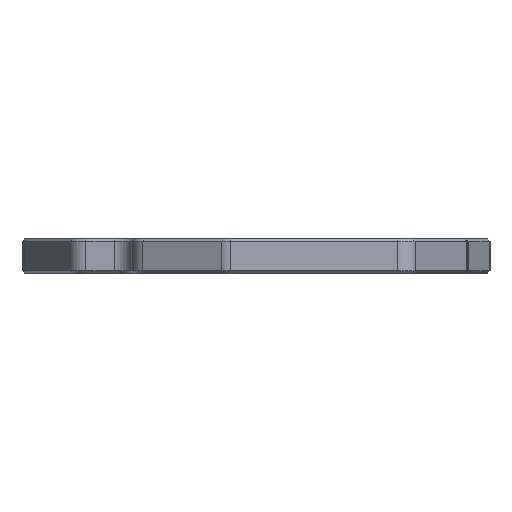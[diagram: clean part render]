
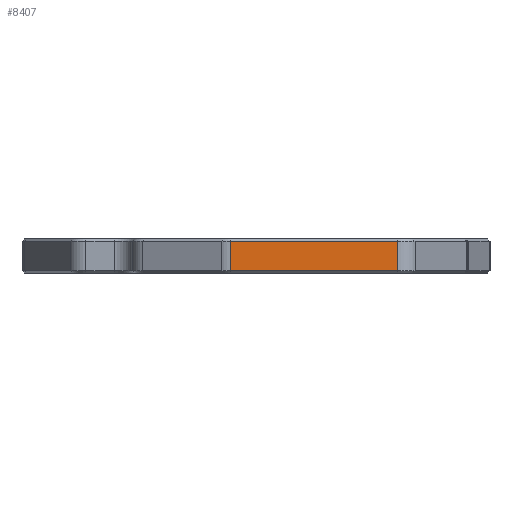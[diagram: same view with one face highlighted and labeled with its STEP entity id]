
A CAD part, left-side view. The second image highlights one B-rep face of the part: STEP entity #8407.
In plain terms, the highlighted planar face has unit normal (-1, 0, 0).
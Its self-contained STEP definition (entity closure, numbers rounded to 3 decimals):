
#243=PLANE('',#9039);
#733=FACE_OUTER_BOUND('',#1206,.T.);
#1206=EDGE_LOOP('',(#7113,#7114,#7115,#7116));
#1942=LINE('',#12979,#2956);
#2007=LINE('',#13169,#3021);
#2008=LINE('',#13172,#3022);
#2009=LINE('',#13173,#3023);
#2956=VECTOR('',#10597,10.);
#3021=VECTOR('',#10794,10.);
#3022=VECTOR('',#10797,10.);
#3023=VECTOR('',#10798,10.);
#4062=VERTEX_POINT('',#12972);
#4063=VERTEX_POINT('',#12976);
#4123=VERTEX_POINT('',#13167);
#4124=VERTEX_POINT('',#13171);
#5088=EDGE_CURVE('',#4062,#4063,#1942,.T.);
#5184=EDGE_CURVE('',#4063,#4123,#2007,.T.);
#5185=EDGE_CURVE('',#4123,#4124,#2008,.T.);
#5186=EDGE_CURVE('',#4124,#4062,#2009,.T.);
#7113=ORIENTED_EDGE('',*,*,#5088,.T.);
#7114=ORIENTED_EDGE('',*,*,#5184,.T.);
#7115=ORIENTED_EDGE('',*,*,#5185,.T.);
#7116=ORIENTED_EDGE('',*,*,#5186,.T.);
#8407=ADVANCED_FACE('',(#733),#243,.F.);
#9039=AXIS2_PLACEMENT_3D('',#13170,#10795,#10796);
#10597=DIRECTION('',(0.,1.,0.));
#10794=DIRECTION('',(0.,0.,-1.));
#10795=DIRECTION('center_axis',(1.,0.,0.));
#10796=DIRECTION('ref_axis',(0.,1.,0.));
#10797=DIRECTION('',(0.,-1.,0.));
#10798=DIRECTION('',(0.,0.,1.));
#12972=CARTESIAN_POINT('',(23.316,-129.098,1.1));
#12976=CARTESIAN_POINT('',(23.316,-94.305,1.1));
#12979=CARTESIAN_POINT('',(23.316,-114.345,1.1));
#13167=CARTESIAN_POINT('',(23.316,-94.305,-5.));
#13169=CARTESIAN_POINT('',(23.316,-94.305,-2.5));
#13170=CARTESIAN_POINT('Origin',(23.316,-129.085,-2.5));
#13171=CARTESIAN_POINT('',(23.316,-129.098,-5.));
#13172=CARTESIAN_POINT('',(23.316,-114.345,-5.));
#13173=CARTESIAN_POINT('',(23.316,-129.098,-2.5));
